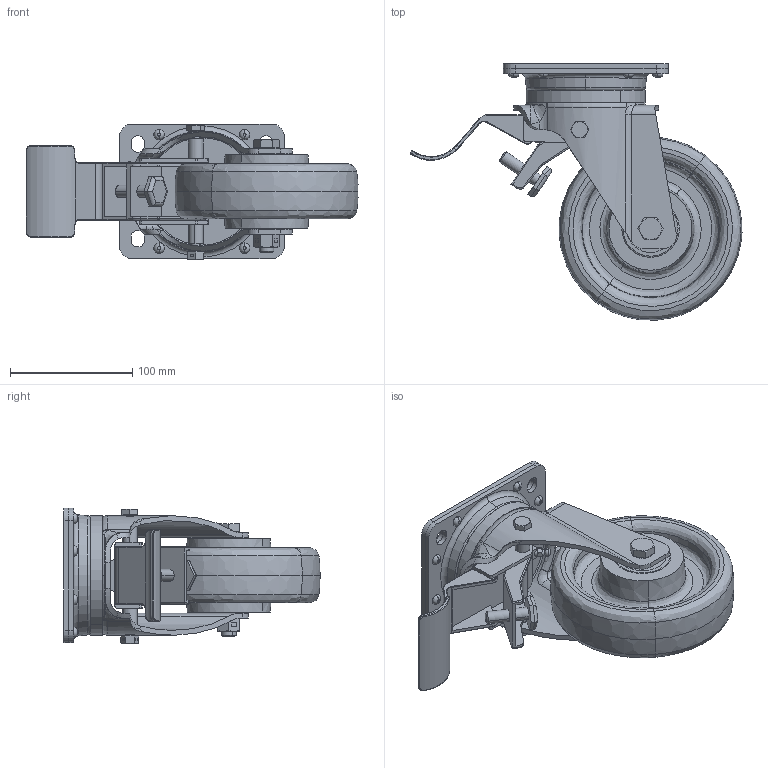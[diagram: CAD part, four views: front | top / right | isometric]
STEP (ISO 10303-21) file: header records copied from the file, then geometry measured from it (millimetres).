
FILE_DESCRIPTION (( 'STEP AP214' ), '1' );
FILE_NAME ('0014564BL.step', '2023-01-20T08:23:15', ( '' ), ( '' ), 'SwSTEP 2.0', 'SolidWorks 2020', '' );
FILE_SCHEMA (( 'AUTOMOTIVE_DESIGN' ));
Length unit declared in the file: millimetre
Products named in the file (1): 0014564BL
Bounding box: 271.95 x 209.88 x 111 mm (x, y, z)
Volume: 1015891.7 mm3; surface area: 292518.7 mm2
Topology: 27 solids, 27 shells, 774 faces, 1775 edges, 1094 vertices
Faces by surface type: cylinder 269, plane 269, torus 111, cone 74, bspline 50, sphere 1
Entity records: 37371 total; most frequent: CARTESIAN_POINT 10988, DIRECTION 3813, ORIENTED_EDGE 3540, EDGE_CURVE 1770, AXIS2_PLACEMENT_3D 1547, VERTEX_POINT 1092, EDGE_LOOP 888, CIRCLE 822
